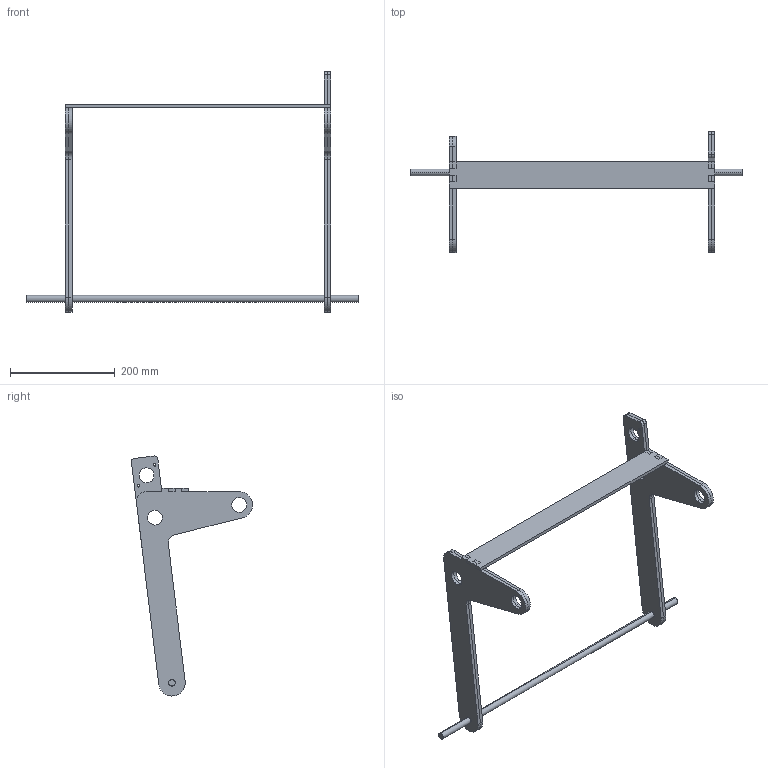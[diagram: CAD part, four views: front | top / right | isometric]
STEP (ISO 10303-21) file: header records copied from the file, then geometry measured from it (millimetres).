
FILE_DESCRIPTION((''),'2;1');
FILE_NAME('01-GOBEUR-V3_ASM','2020-01-16T17:46:13',('1cikaychapman'),(''),'CREO PARAMETRIC BY PTC INC, 2019080','CREO PARAMETRIC BY PTC INC, 2019080','');
FILE_SCHEMA(('CONFIG_CONTROL_DESIGN'));
Length unit declared in the file: inch
Products named in the file (5): PLAQUECONNEXIONBRA0001; GOBEUR_BRAS_V3; GOBEUR_BRAS_MOTEUR_V3; SHAFT05PO00; 01-GOBEUR-V3_ASM
Assembly tree (6 placements, depth 2):
  01-GOBEUR-V3_ASM
    PLAQUECONNEXIONBRA0001
    GOBEUR_BRAS_V3  x2
    GOBEUR_BRAS_MOTEUR_V3  x2
    SHAFT05PO00
Bounding box: 635 x 231.55 x 459.18 mm (x, y, z)
Volume: 1020570.8 mm3; surface area: 367405.1 mm2
Topology: 6 solids, 6 shells, 134 faces, 386 edges, 264 vertices
Faces by surface type: plane 78, cylinder 56
Entity records: 2743 total; most frequent: DIRECTION 466, CARTESIAN_POINT 459, ORIENTED_EDGE 440, EDGE_CURVE 220, AXIS2_PLACEMENT_3D 157, VECTOR 152, LINE 152, VERTEX_POINT 150
